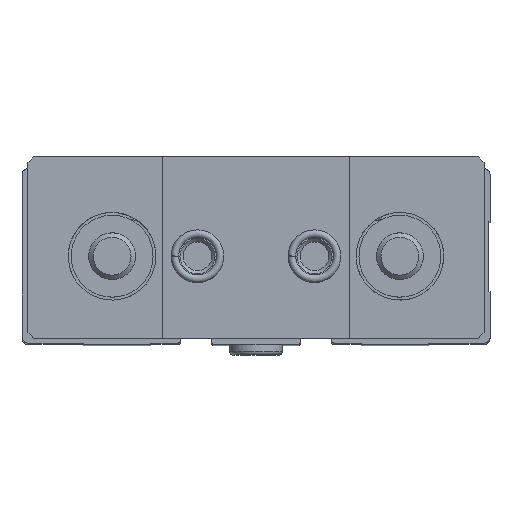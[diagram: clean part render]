
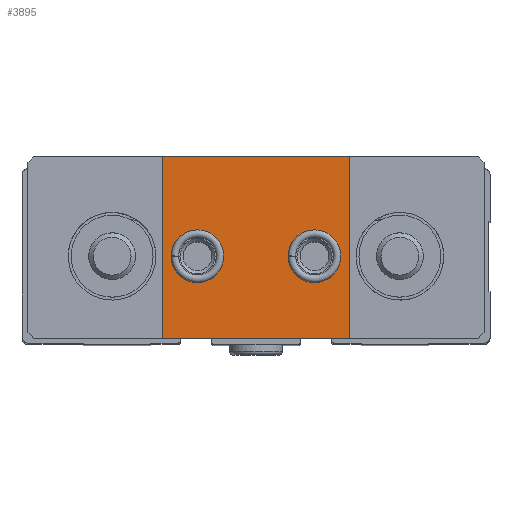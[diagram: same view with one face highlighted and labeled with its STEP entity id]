
A CAD part, top view. The second image highlights one B-rep face of the part: STEP entity #3895.
In plain terms, the highlighted planar face has unit normal (0, 0, 1).
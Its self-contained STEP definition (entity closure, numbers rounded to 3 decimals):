
#134=PLANE('',#4363);
#438=CIRCLE('',#4364,4.5);
#439=CIRCLE('',#4365,4.5);
#1201=ORIENTED_EDGE('',*,*,#1893,.F.);
#1202=ORIENTED_EDGE('',*,*,#1894,.F.);
#1203=ORIENTED_EDGE('',*,*,#1886,.T.);
#1204=ORIENTED_EDGE('',*,*,#1895,.T.);
#1205=ORIENTED_EDGE('',*,*,#1879,.T.);
#1206=ORIENTED_EDGE('',*,*,#1896,.T.);
#1879=EDGE_CURVE('',#2300,#2305,#2597,.T.);
#1886=EDGE_CURVE('',#2311,#2310,#2604,.T.);
#1893=EDGE_CURVE('',#2316,#2316,#438,.T.);
#1894=EDGE_CURVE('',#2317,#2317,#439,.T.);
#1895=EDGE_CURVE('',#2310,#2300,#2611,.T.);
#1896=EDGE_CURVE('',#2305,#2311,#2612,.T.);
#2300=VERTEX_POINT('',#6596);
#2305=VERTEX_POINT('',#6606);
#2310=VERTEX_POINT('',#6620);
#2311=VERTEX_POINT('',#6622);
#2316=VERTEX_POINT('',#6636);
#2317=VERTEX_POINT('',#6638);
#2597=LINE('',#6607,#2850);
#2604=LINE('',#6621,#2857);
#2611=LINE('',#6639,#2864);
#2612=LINE('',#6640,#2865);
#2850=VECTOR('',#5344,1000.);
#2857=VECTOR('',#5355,1000.);
#2864=VECTOR('',#5370,1000.);
#2865=VECTOR('',#5371,1000.);
#3128=EDGE_LOOP('',(#1201));
#3129=EDGE_LOOP('',(#1202));
#3130=EDGE_LOOP('',(#1203,#1204,#1205,#1206));
#3512=FACE_BOUND('',#3128,.T.);
#3513=FACE_BOUND('',#3129,.T.);
#3514=FACE_BOUND('',#3130,.T.);
#3895=ADVANCED_FACE('',(#3512,#3513,#3514),#134,.T.);
#4363=AXIS2_PLACEMENT_3D('',#6634,#5364,#5365);
#4364=AXIS2_PLACEMENT_3D('',#6635,#5366,#5367);
#4365=AXIS2_PLACEMENT_3D('',#6637,#5368,#5369);
#5344=DIRECTION('',(-1.,0.,0.));
#5355=DIRECTION('',(1.,0.,0.));
#5364=DIRECTION('',(0.,0.,1.));
#5365=DIRECTION('',(1.,0.,0.));
#5366=DIRECTION('',(0.,0.,1.));
#5367=DIRECTION('',(1.,0.,0.));
#5368=DIRECTION('',(0.,0.,1.));
#5369=DIRECTION('',(1.,0.,0.));
#5370=DIRECTION('',(0.,1.,0.));
#5371=DIRECTION('',(0.,-1.,0.));
#6596=CARTESIAN_POINT('',(16.,17.,22.));
#6606=CARTESIAN_POINT('',(-16.,17.,22.));
#6607=CARTESIAN_POINT('',(39.,17.,22.));
#6620=CARTESIAN_POINT('',(16.,-14.,22.));
#6621=CARTESIAN_POINT('',(-39.,-14.,22.));
#6622=CARTESIAN_POINT('',(-16.,-14.,22.));
#6634=CARTESIAN_POINT('',(0.,0.,22.));
#6635=CARTESIAN_POINT('',(-10.,0.,22.));
#6636=CARTESIAN_POINT('',(-5.5,0.,22.));
#6637=CARTESIAN_POINT('',(10.,0.,22.));
#6638=CARTESIAN_POINT('',(14.5,0.,22.));
#6639=CARTESIAN_POINT('',(16.,0.,22.));
#6640=CARTESIAN_POINT('',(-16.,0.,22.));
